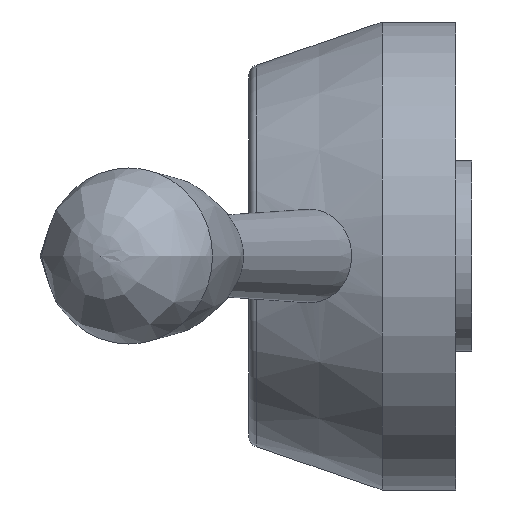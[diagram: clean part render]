
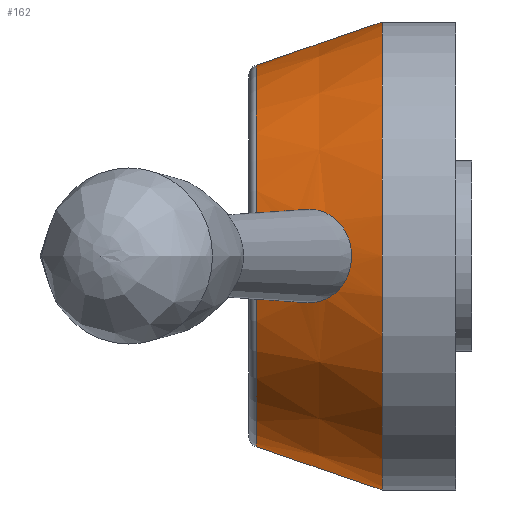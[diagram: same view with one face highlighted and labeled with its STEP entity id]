
A CAD part, front view. The second image highlights one B-rep face of the part: STEP entity #162.
In plain terms, the highlighted conical face has half-angle 18.947 degrees and reference radius 35.879 mm.
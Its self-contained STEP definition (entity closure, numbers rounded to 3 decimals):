
#123=FACE_BOUND('',#237,.T.);
#124=FACE_BOUND('',#238,.T.);
#125=FACE_BOUND('',#239,.T.);
#145=CONICAL_SURFACE('',#574,35.879,18.947);
#162=ADVANCED_FACE('',(#123,#124,#125,#203),#145,.T.);
#203=FACE_OUTER_BOUND('',#240,.T.);
#237=EDGE_LOOP('',(#359));
#238=EDGE_LOOP('',(#360));
#239=EDGE_LOOP('',(#361));
#240=EDGE_LOOP('',(#362));
#281=B_SPLINE_CURVE_WITH_KNOTS('',3,(#855,#856,#857,#858,#859,#860,#861,
#862,#863,#864,#865,#866,#867,#868,#869,#870,#871,#872),.UNSPECIFIED.,.T.,
.F.,(2,2,2,2,2,2,2,2,2,2,2),(-0.125,0.,0.125,0.25,0.375,0.5,0.625,0.75,0.875,
1.,1.125),.UNSPECIFIED.);
#282=B_SPLINE_CURVE_WITH_KNOTS('',3,(#874,#875,#876,#877,#878,#879,#880,
#881,#882,#883,#884,#885,#886,#887,#888,#889,#890,#891),.UNSPECIFIED.,.T.,
.F.,(2,2,2,2,2,2,2,2,2,2,2),(-0.125,0.,0.125,0.25,0.375,0.5,0.625,0.75,0.875,
1.,1.125),.UNSPECIFIED.);
#297=CIRCLE('',#571,43.);
#298=CIRCLE('',#573,35.053);
#359=ORIENTED_EDGE('',*,*,#498,.T.);
#360=ORIENTED_EDGE('',*,*,#499,.T.);
#361=ORIENTED_EDGE('',*,*,#500,.F.);
#362=ORIENTED_EDGE('',*,*,#497,.T.);
#445=VERTEX_POINT('',#853);
#446=VERTEX_POINT('',#873);
#447=VERTEX_POINT('',#892);
#448=VERTEX_POINT('',#894);
#497=EDGE_CURVE('',#445,#445,#297,.T.);
#498=EDGE_CURVE('',#446,#446,#281,.T.);
#499=EDGE_CURVE('',#447,#447,#282,.T.);
#500=EDGE_CURVE('',#448,#448,#298,.T.);
#571=AXIS2_PLACEMENT_3D('',#852,#662,#663);
#573=AXIS2_PLACEMENT_3D('',#893,#666,#667);
#574=AXIS2_PLACEMENT_3D('',#895,#668,#669);
#662=DIRECTION('',(-1.,0.,0.));
#663=DIRECTION('',(0.,0.,1.));
#666=DIRECTION('',(-1.,0.,0.));
#667=DIRECTION('',(0.,0.,1.));
#668=DIRECTION('',(1.,0.,0.));
#669=DIRECTION('',(0.,0.,-1.));
#852=CARTESIAN_POINT('',(418.5,353.5,0.));
#853=CARTESIAN_POINT('',(418.5,353.5,43.));
#855=CARTESIAN_POINT('',(397.242,389.033,-3.854));
#856=CARTESIAN_POINT('',(400.174,389.512,-7.312));
#857=CARTESIAN_POINT('',(402.284,389.977,-8.406));
#858=CARTESIAN_POINT('',(406.541,391.395,-8.762));
#859=CARTESIAN_POINT('',(408.662,392.337,-8.006));
#860=CARTESIAN_POINT('',(411.738,393.888,-5.098));
#861=CARTESIAN_POINT('',(412.713,394.469,-2.961));
#862=CARTESIAN_POINT('',(413.036,394.657,1.576));
#863=CARTESIAN_POINT('',(412.373,394.252,3.874));
#864=CARTESIAN_POINT('',(409.777,392.878,7.282));
#865=CARTESIAN_POINT('',(407.825,391.931,8.395));
#866=CARTESIAN_POINT('',(403.617,390.364,8.768));
#867=CARTESIAN_POINT('',(401.375,389.77,8.024));
#868=CARTESIAN_POINT('',(397.974,389.118,5.091));
#869=CARTESIAN_POINT('',(396.856,389.019,2.936));
#870=CARTESIAN_POINT('',(396.488,388.981,-1.544));
#871=CARTESIAN_POINT('',(397.242,389.033,-3.854));
#872=CARTESIAN_POINT('',(400.174,389.512,-7.312));
#873=CARTESIAN_POINT('',(398.708,389.273,-5.583));
#874=CARTESIAN_POINT('',(400.174,317.488,-7.312));
#875=CARTESIAN_POINT('',(397.242,317.967,-3.854));
#876=CARTESIAN_POINT('',(396.489,318.019,-1.554));
#877=CARTESIAN_POINT('',(396.854,317.981,2.933));
#878=CARTESIAN_POINT('',(397.981,317.88,5.094));
#879=CARTESIAN_POINT('',(401.355,317.234,8.009));
#880=CARTESIAN_POINT('',(403.583,316.648,8.768));
#881=CARTESIAN_POINT('',(407.836,315.066,8.398));
#882=CARTESIAN_POINT('',(409.773,314.124,7.284));
#883=CARTESIAN_POINT('',(412.37,312.75,3.879));
#884=CARTESIAN_POINT('',(413.033,312.345,1.566));
#885=CARTESIAN_POINT('',(412.718,312.528,-2.927));
#886=CARTESIAN_POINT('',(411.753,313.104,-5.082));
#887=CARTESIAN_POINT('',(408.659,314.665,-8.012));
#888=CARTESIAN_POINT('',(406.546,315.603,-8.761));
#889=CARTESIAN_POINT('',(402.293,317.02,-8.409));
#890=CARTESIAN_POINT('',(400.174,317.488,-7.312));
#891=CARTESIAN_POINT('',(397.242,317.967,-3.854));
#892=CARTESIAN_POINT('',(398.708,317.727,-5.583));
#893=CARTESIAN_POINT('',(395.351,353.5,0.));
#894=CARTESIAN_POINT('',(395.351,353.5,35.053));
#895=CARTESIAN_POINT('',(397.757,353.5,0.));
